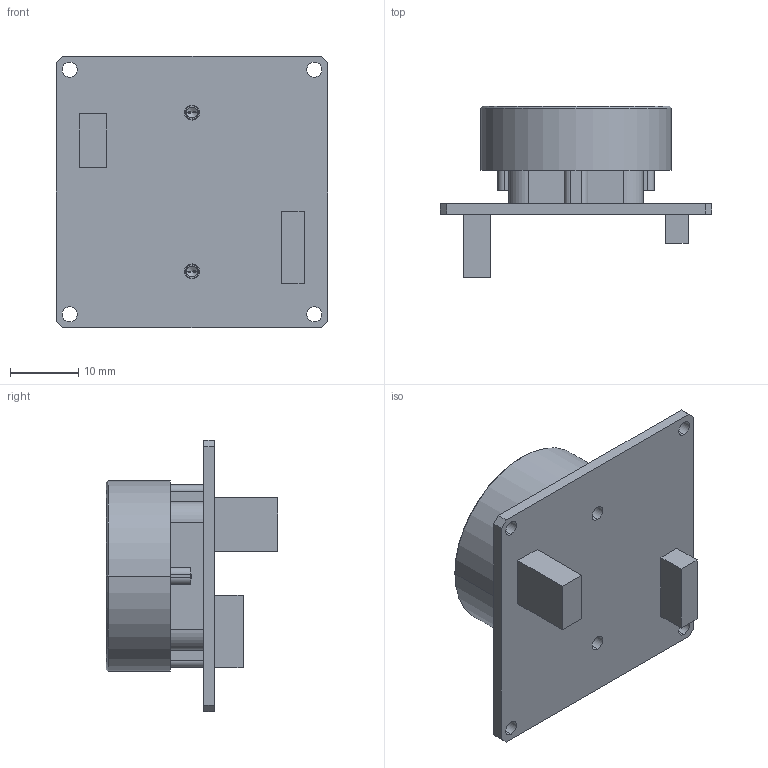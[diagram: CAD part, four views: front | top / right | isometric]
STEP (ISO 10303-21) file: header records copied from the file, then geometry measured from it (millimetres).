
FILE_DESCRIPTION((''),'2;1');
FILE_NAME('106001','2018-01-19T',('zkm'),(''),'PRO/ENGINEER BY PARAMETRIC TECHNOLOGY CORPORATION, 2004110','PRO/ENGINEER BY PARAMETRIC TECHNOLOGY CORPORATION, 2004110','');
FILE_SCHEMA(('CONFIG_CONTROL_DESIGN'));
Length unit declared in the file: millimetre
Products named in the file (1): 106001
Bounding box: 39.9 x 25.2 x 39.9 mm (x, y, z)
Volume: 6957.5 mm3; surface area: 8240.2 mm2
Topology: 1 solids, 8 shells, 164 faces, 426 edges, 278 vertices
Faces by surface type: plane 80, cylinder 70, cone 14
Entity records: 5105 total; most frequent: DIRECTION 918, CARTESIAN_POINT 885, ORIENTED_EDGE 816, EDGE_CURVE 422, AXIS2_PLACEMENT_3D 333, VERTEX_POINT 278, VECTOR 252, LINE 252
